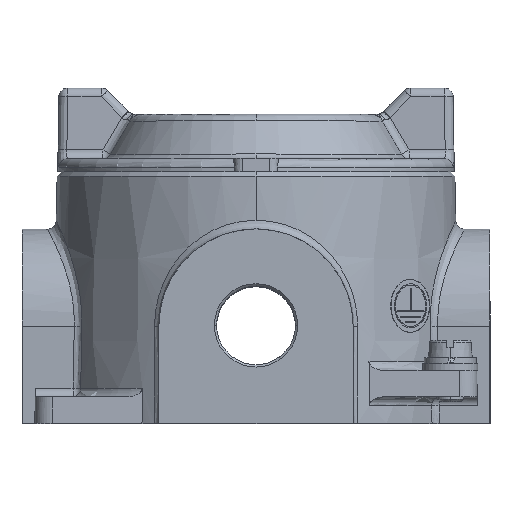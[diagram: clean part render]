
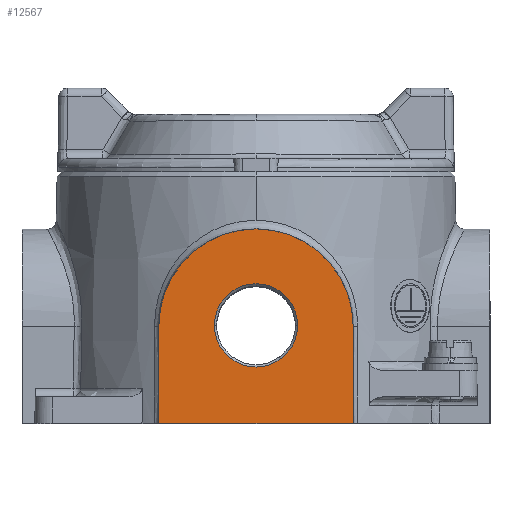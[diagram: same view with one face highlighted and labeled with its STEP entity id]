
A CAD part, top view. The second image highlights one B-rep face of the part: STEP entity #12567.
In plain terms, the highlighted planar face has unit normal (0, 0, 1).
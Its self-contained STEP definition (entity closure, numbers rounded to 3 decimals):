
#554 = CARTESIAN_POINT ( 'NONE',  ( 22., 0., 53. ) ) ;
#702 = CARTESIAN_POINT ( 'NONE',  ( 0., 22.15, 53. ) ) ;
#747 = DIRECTION ( 'NONE',  ( -1., 0., 0. ) ) ;
#1349 = CARTESIAN_POINT ( 'NONE',  ( -22., 0., 53. ) ) ;
#1549 = DIRECTION ( 'NONE',  ( 0., 0., -1. ) ) ;
#1915 = DIRECTION ( 'NONE',  ( 1., 0., 0. ) ) ;
#1965 = CIRCLE ( 'NONE', #4243, 9.428 ) ;
#2099 = CARTESIAN_POINT ( 'NONE',  ( -22., 0., 53. ) ) ;
#2559 = DIRECTION ( 'NONE',  ( 0., 1., 0. ) ) ;
#2577 = ORIENTED_EDGE ( 'NONE', *, *, #14915, .F. ) ;
#2619 = AXIS2_PLACEMENT_3D ( 'NONE', #8661, #1549, #9869 ) ;
#3655 = CARTESIAN_POINT ( 'NONE',  ( 9.428, 22.15, 53. ) ) ;
#4147 = EDGE_CURVE ( 'NONE', #4510, #13267, #5190, .T. ) ;
#4243 = AXIS2_PLACEMENT_3D ( 'NONE', #702, #9023, #1915 ) ;
#4510 = VERTEX_POINT ( 'NONE', #2099 ) ;
#4553 = CARTESIAN_POINT ( 'NONE',  ( 22., 22., 53. ) ) ;
#4616 = FACE_BOUND ( 'NONE', #11309, .T. ) ;
#5190 = LINE ( 'NONE', #1349, #7977 ) ;
#5253 = EDGE_CURVE ( 'NONE', #8598, #4510, #5566, .T. ) ;
#5528 = CARTESIAN_POINT ( 'NONE',  ( 0., 22., 53. ) ) ;
#5566 = LINE ( 'NONE', #10272, #8702 ) ;
#5612 = CARTESIAN_POINT ( 'NONE',  ( 22., 0., 53. ) ) ;
#5648 = EDGE_CURVE ( 'NONE', #10952, #14465, #11687, .T. ) ;
#6057 = DIRECTION ( 'NONE',  ( 1., 0., 0. ) ) ;
#6723 = DIRECTION ( 'NONE',  ( 1., 0., 0. ) ) ;
#6865 = VERTEX_POINT ( 'NONE', #4553 ) ;
#7082 = ORIENTED_EDGE ( 'NONE', *, *, #9121, .T. ) ;
#7432 = CARTESIAN_POINT ( 'NONE',  ( -9.428, 22.15, 53. ) ) ;
#7629 = CARTESIAN_POINT ( 'NONE',  ( -22., 22., 53. ) ) ;
#7639 = AXIS2_PLACEMENT_3D ( 'NONE', #5528, #13827, #6723 ) ;
#7977 = VECTOR ( 'NONE', #2559, 1000. ) ;
#8395 = PLANE ( 'NONE',  #12627 ) ;
#8577 = ORIENTED_EDGE ( 'NONE', *, *, #12025, .F. ) ;
#8598 = VERTEX_POINT ( 'NONE', #554 ) ;
#8661 = CARTESIAN_POINT ( 'NONE',  ( 0., 22.15, 53. ) ) ;
#8702 = VECTOR ( 'NONE', #747, 1000. ) ;
#9023 = DIRECTION ( 'NONE',  ( 0., 0., -1. ) ) ;
#9121 = EDGE_CURVE ( 'NONE', #14465, #10952, #1965, .T. ) ;
#9478 = ORIENTED_EDGE ( 'NONE', *, *, #5648, .T. ) ;
#9869 = DIRECTION ( 'NONE',  ( 1., 0., 0. ) ) ;
#10272 = CARTESIAN_POINT ( 'NONE',  ( 22., 0., 53. ) ) ;
#10787 = CARTESIAN_POINT ( 'NONE',  ( 0., 22., 53. ) ) ;
#10952 = VERTEX_POINT ( 'NONE', #3655 ) ;
#11309 = EDGE_LOOP ( 'NONE', ( #9478, #7082 ) ) ;
#11400 = ORIENTED_EDGE ( 'NONE', *, *, #4147, .F. ) ;
#11687 = CIRCLE ( 'NONE', #2619, 9.428 ) ;
#12025 = EDGE_CURVE ( 'NONE', #13267, #6865, #12603, .T. ) ;
#12567 = ADVANCED_FACE ( 'NONE', ( #4616, #14077 ), #8395, .T. ) ;
#12603 = CIRCLE ( 'NONE', #7639, 22. ) ;
#12627 = AXIS2_PLACEMENT_3D ( 'NONE', #10787, #13176, #6057 ) ;
#12715 = DIRECTION ( 'NONE',  ( 0., -1., 0. ) ) ;
#13176 = DIRECTION ( 'NONE',  ( 0., 0., 1. ) ) ;
#13267 = VERTEX_POINT ( 'NONE', #7629 ) ;
#13827 = DIRECTION ( 'NONE',  ( 0., 0., -1. ) ) ;
#14035 = LINE ( 'NONE', #5612, #14416 ) ;
#14077 = FACE_OUTER_BOUND ( 'NONE', #15460, .T. ) ;
#14416 = VECTOR ( 'NONE', #12715, 1000. ) ;
#14465 = VERTEX_POINT ( 'NONE', #7432 ) ;
#14548 = ORIENTED_EDGE ( 'NONE', *, *, #5253, .F. ) ;
#14915 = EDGE_CURVE ( 'NONE', #6865, #8598, #14035, .T. ) ;
#15460 = EDGE_LOOP ( 'NONE', ( #2577, #8577, #11400, #14548 ) ) ;
